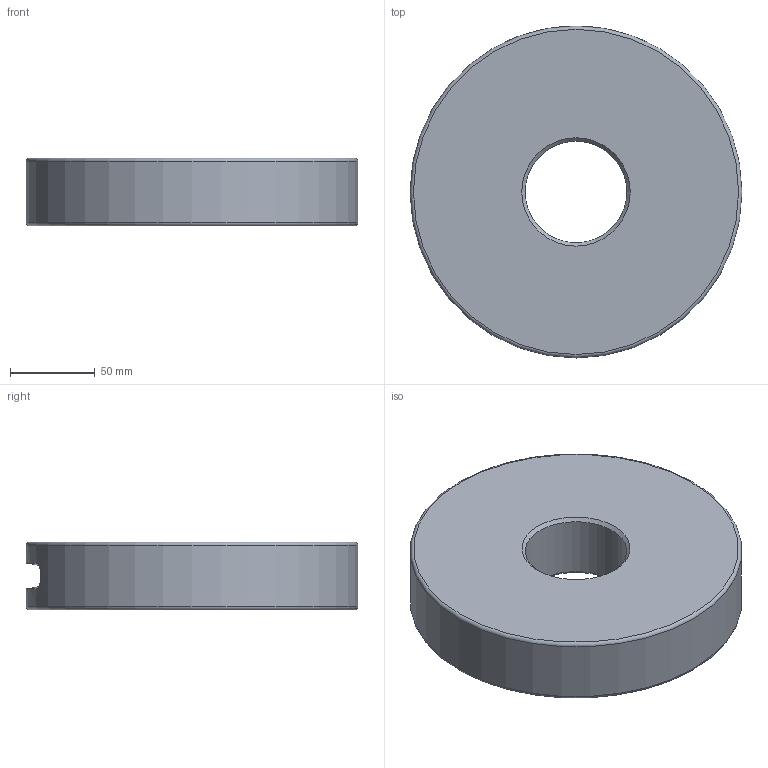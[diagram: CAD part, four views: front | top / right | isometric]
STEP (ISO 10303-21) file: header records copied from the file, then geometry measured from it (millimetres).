
FILE_DESCRIPTION(/* description */ ('','CAx-IF Rec.Pracs.---Representation and Presentation of Product Manufacturing Information (PMI)---3.8---2014-02-18'),/* implementation_level */ '2;1');
FILE_NAME(/* name */ 'LL_konisch_polar.stp',/* time_stamp */ '2018-04-13T08:55:53+02:00',/* author */ ('Walter'),/* organization */ (''),/* preprocessor_version */ 'ST-DEVELOPER v16.1',/* originating_system */ 'Autodesk Inventor 2016',/* authorisation */ '');
FILE_SCHEMA (('AP242_MANAGED_MODEL_BASED_3D_ENGINEERING_MIM_LF { 1 0 10303 442 1 1 4 }'));
Length unit declared in the file: millimetre
Products named in the file (1): LL_konisch_polar
Bounding box: 196 x 196 x 40 mm (x, y, z)
Volume: 1071978.7 mm3; surface area: 88678.6 mm2
Topology: 1 solids, 1 shells, 15 faces, 31 edges, 18 vertices
Faces by surface type: cone 6, plane 4, cylinder 3, torus 2
Full cylindrical faces by diameter (mm): 60 x1, 196 x1
Entity records: 401 total; most frequent: CARTESIAN_POINT 89, DIRECTION 66, ORIENTED_EDGE 44, AXIS2_PLACEMENT_3D 30, EDGE_LOOP 24, EDGE_CURVE 22, VERTEX_POINT 16, FACE_OUTER_BOUND 15
